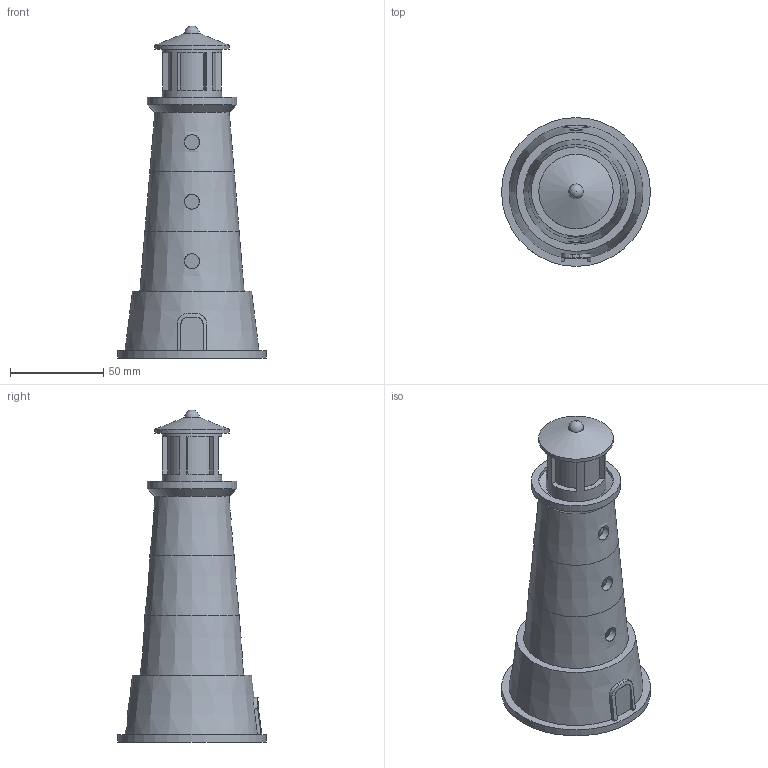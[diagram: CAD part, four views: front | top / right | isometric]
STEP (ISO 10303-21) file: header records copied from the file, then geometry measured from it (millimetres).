
FILE_DESCRIPTION(/* description */ ('','CAx-IF Rec.Pracs.---Representation and Presentation of Product Manufacturing Information (PMI)---4.0---2014-10-13'),/* implementation_level */ '2;1');
FILE_NAME(/* name */ 'quiet_keep.step',/* time_stamp */ '2025-04-08T18:36:36+02:00',/* author */ (''),/* organization */ (''),/* preprocessor_version */ 'ST-DEVELOPER v20',/* originating_system */ 'Autodesk Translation Framework v13.20.0.188',/* authorisation */ '');
FILE_SCHEMA (('AP242_MANAGED_MODEL_BASED_3D_ENGINEERING_MIM_LF { 1 0 10303 442 1 1 4 }'));
Length unit declared in the file: millimetre
Products named in the file (1): Quiet Keep
Bounding box: 80 x 80 x 178.4 mm (x, y, z)
Volume: 129970.5 mm3; surface area: 76485.7 mm2
Topology: 8 solids, 8 shells, 136 faces, 336 edges, 221 vertices
Faces by surface type: plane 81, cone 26, cylinder 20, bspline 8, sphere 1
Full cylindrical faces by diameter (mm): 5.15 x1, 6.6 x1, 8 x3, 24.7 x1, 25.7 x1, 25.872 x1, 26 x1, 32 x1, 40 x2, 48 x1, 80 x1
Entity records: 4787 total; most frequent: CARTESIAN_POINT 1483, ORIENTED_EDGE 670, DIRECTION 650, EDGE_CURVE 335, AXIS2_PLACEMENT_3D 243, VERTEX_POINT 221, EDGE_LOOP 174, LINE 164
